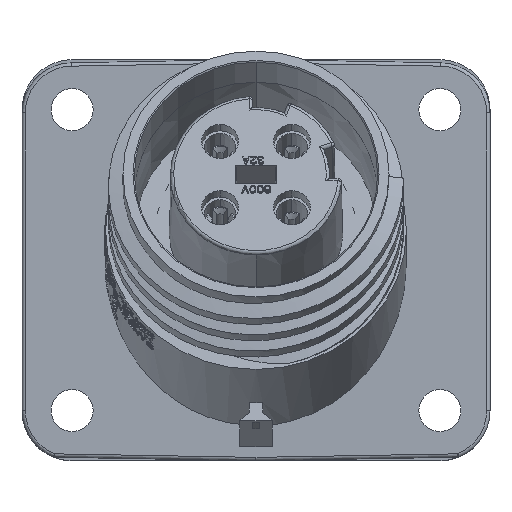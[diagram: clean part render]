
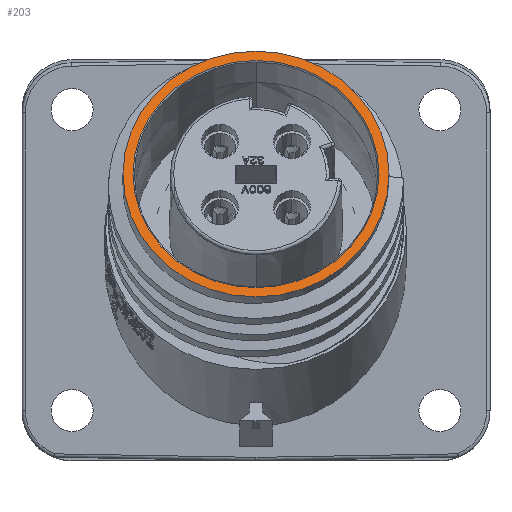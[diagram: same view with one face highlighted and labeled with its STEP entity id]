
A CAD part, top view. The second image highlights one B-rep face of the part: STEP entity #203.
In plain terms, the highlighted planar face has unit normal (0, 0.383, 0.924).
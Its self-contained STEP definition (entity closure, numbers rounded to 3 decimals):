
#203=ADVANCED_FACE('',(#3859,#3860),#3861,.T.);
#3859=FACE_OUTER_BOUND('',#13506,.T.);
#3860=FACE_BOUND('',#13507,.T.);
#3861=PLANE('',#13508);
#13506=EDGE_LOOP('',(#23406,#23407));
#13507=EDGE_LOOP('',(#23408,#23409,#23410,#23411));
#13508=AXIS2_PLACEMENT_3D('',#23412,#23413,#23414);
#23406=ORIENTED_EDGE('',*,*,#51599,.T.);
#23407=ORIENTED_EDGE('',*,*,#51602,.T.);
#23408=ORIENTED_EDGE('',*,*,#49306,.T.);
#23409=ORIENTED_EDGE('',*,*,#51603,.T.);
#23410=ORIENTED_EDGE('',*,*,#51604,.T.);
#23411=ORIENTED_EDGE('',*,*,#49311,.T.);
#23412=CARTESIAN_POINT('',(0.0,43.036,19.401));
#23413=DIRECTION('',(0.0,0.383,0.924));
#23414=DIRECTION('',(1.0,-0.0,0.0));
#49306=EDGE_CURVE('',#58891,#58888,#58892,.T.);
#49311=EDGE_CURVE('',#58897,#58891,#58900,.T.);
#51599=EDGE_CURVE('',#63342,#63343,#63344,.T.);
#51602=EDGE_CURVE('',#63343,#63342,#63347,.T.);
#51603=EDGE_CURVE('',#58888,#63348,#63349,.T.);
#51604=EDGE_CURVE('',#63348,#58897,#63350,.T.);
#58888=VERTEX_POINT('',#75051);
#58891=VERTEX_POINT('',#75055);
#58892=CIRCLE('',#75056,18.4);
#58897=VERTEX_POINT('',#75062);
#58900=CIRCLE('',#75066,18.4);
#63342=VERTEX_POINT('',#84974);
#63343=VERTEX_POINT('',#84975);
#63344=CIRCLE('',#84976,19.9);
#63347=CIRCLE('',#84981,19.9);
#63348=VERTEX_POINT('',#84982);
#63349=CIRCLE('',#84983,18.4);
#63350=CIRCLE('',#84984,18.4);
#75051=CARTESIAN_POINT('',(-18.4,12.82,31.918));
#75055=CARTESIAN_POINT('',(0.,-4.179,38.959));
#75056=AXIS2_PLACEMENT_3D('',#105715,#105716,#105717);
#75062=CARTESIAN_POINT('',(18.4,12.82,31.918));
#75066=AXIS2_PLACEMENT_3D('',#105726,#105727,#105728);
#84974=CARTESIAN_POINT('',(19.9,12.82,31.918));
#84975=CARTESIAN_POINT('',(-19.9,12.82,31.918));
#84976=AXIS2_PLACEMENT_3D('',#108059,#108060,#108061);
#84981=AXIS2_PLACEMENT_3D('',#108064,#108065,#108066);
#84982=CARTESIAN_POINT('',(0.,29.819,24.876));
#84983=AXIS2_PLACEMENT_3D('',#108067,#108068,#108069);
#84984=AXIS2_PLACEMENT_3D('',#108070,#108071,#108072);
#105715=CARTESIAN_POINT('',(0.,12.82,31.918));
#105716=DIRECTION('',(0.0,-0.383,-0.924));
#105717=DIRECTION('',(0.0,-0.924,0.383));
#105726=CARTESIAN_POINT('',(0.,12.82,31.918));
#105727=DIRECTION('',(0.0,-0.383,-0.924));
#105728=DIRECTION('',(0.0,0.924,-0.383));
#108059=CARTESIAN_POINT('',(0.0,12.82,31.918));
#108060=DIRECTION('',(-0.0,0.383,0.924));
#108061=DIRECTION('',(1.0,0.0,0.0));
#108064=CARTESIAN_POINT('',(0.0,12.82,31.918));
#108065=DIRECTION('',(0.0,0.383,0.924));
#108066=DIRECTION('',(-1.0,0.0,0.0));
#108067=CARTESIAN_POINT('',(0.,12.82,31.918));
#108068=DIRECTION('',(0.0,-0.383,-0.924));
#108069=DIRECTION('',(0.0,-0.924,0.383));
#108070=CARTESIAN_POINT('',(0.,12.82,31.918));
#108071=DIRECTION('',(0.0,-0.383,-0.924));
#108072=DIRECTION('',(0.0,0.924,-0.383));
